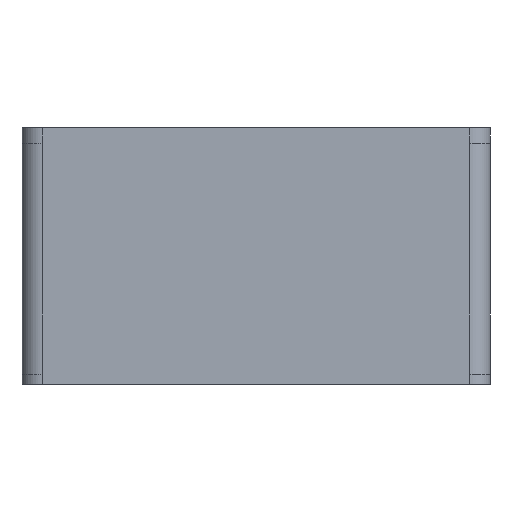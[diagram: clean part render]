
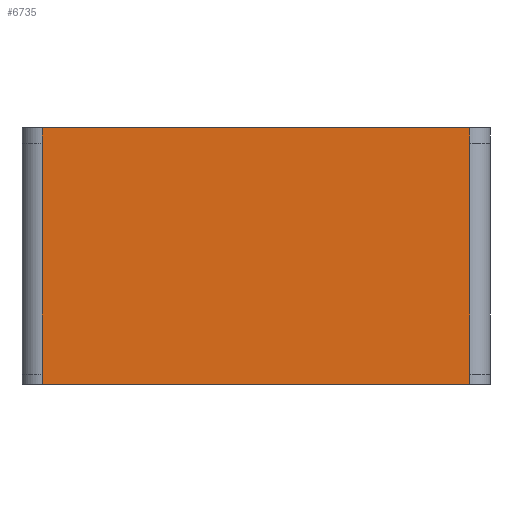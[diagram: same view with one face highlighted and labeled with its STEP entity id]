
A CAD part, left-side view. The second image highlights one B-rep face of the part: STEP entity #6735.
In plain terms, the highlighted free-form (B-spline) face has degree [1, 1] with [2, 2] control points.
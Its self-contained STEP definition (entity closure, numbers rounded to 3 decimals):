
#1792 = CARTESIAN_POINT ('', (-46.5, 21.3, 23.));
#1793 = VERTEX_POINT ('', #1792);
#1800 = CARTESIAN_POINT ('', (-46.5, 21.3, 24.55));
#1801 = VERTEX_POINT ('', #1800);
#1802 = CARTESIAN_POINT ('', (-46.5, 21.3, 23.));
#1803 = CARTESIAN_POINT ('', (-46.5, 21.3, 24.55));
#1804 = B_SPLINE_CURVE_WITH_KNOTS ('', 1, (#1802, #1803), .UNSPECIFIED., .F., .U., (2, 2), (0., 1.), .UNSPECIFIED.);
#1805 = EDGE_CURVE ('', #1793, #1801, #1804, .T.);
#1830 = CARTESIAN_POINT ('', (-46.5, -21.3, 23.));
#1831 = VERTEX_POINT ('', #1830);
#1847 = CARTESIAN_POINT ('', (-46.5, -21.3, 24.55));
#1848 = VERTEX_POINT ('', #1847);
#1855 = CARTESIAN_POINT ('', (-46.5, -21.3, 23.));
#1856 = CARTESIAN_POINT ('', (-46.5, -21.3, 24.55));
#1857 = B_SPLINE_CURVE_WITH_KNOTS ('', 1, (#1855, #1856), .UNSPECIFIED., .F., .U., (2, 2), (0., 1.), .UNSPECIFIED.);
#1858 = EDGE_CURVE ('', #1831, #1848, #1857, .T.);
#2225 = CARTESIAN_POINT ('', (-46.5, 21.3, 0.));
#2226 = VERTEX_POINT ('', #2225);
#2227 = CARTESIAN_POINT ('', (-46.5, 21.3, 0.));
#2228 = CARTESIAN_POINT ('', (-46.5, 21.3, 23.));
#2229 = B_SPLINE_CURVE_WITH_KNOTS ('', 1, (#2227, #2228), .UNSPECIFIED., .F., .U., (2, 2), (0., 1.), .UNSPECIFIED.);
#2230 = EDGE_CURVE ('', #2226, #1793, #2229, .T.);
#2264 = CARTESIAN_POINT ('', (-46.5, -21.3, 0.));
#2265 = VERTEX_POINT ('', #2264);
#2266 = CARTESIAN_POINT ('', (-46.5, -21.3, 0.));
#2267 = CARTESIAN_POINT ('', (-46.5, -21.3, 23.));
#2268 = B_SPLINE_CURVE_WITH_KNOTS ('', 1, (#2266, #2267), .UNSPECIFIED., .F., .U., (2, 2), (0., 1.), .UNSPECIFIED.);
#2269 = EDGE_CURVE ('', #2265, #1831, #2268, .T.);
#2328 = CARTESIAN_POINT ('', (-46.5, 21.3, 24.55));
#2329 = CARTESIAN_POINT ('', (-46.5, -21.3, 24.55));
#2330 = B_SPLINE_CURVE_WITH_KNOTS ('', 1, (#2328, #2329), .UNSPECIFIED., .F., .U., (2, 2), (91., 133.6), .UNSPECIFIED.);
#2331 = EDGE_CURVE ('', #1801, #1848, #2330, .T.);
#6686 = CARTESIAN_POINT ('', (-46.5, -21.3, -1.));
#6687 = VERTEX_POINT ('', #6686);
#6688 = CARTESIAN_POINT ('', (-46.5, -21.3, 0.));
#6689 = CARTESIAN_POINT ('', (-46.5, -21.3, -1.));
#6690 = B_SPLINE_CURVE_WITH_KNOTS ('', 1, (#6688, #6689), .UNSPECIFIED., .F., .U., (2, 2), (0., 1.), .UNSPECIFIED.);
#6691 = EDGE_CURVE ('', #2265, #6687, #6690, .T.);
#6710 = ORIENTED_EDGE ('', *, *, #6691, .F.);
#6711 = ORIENTED_EDGE ('', *, *, #2269, .T.);
#6712 = ORIENTED_EDGE ('', *, *, #1858, .T.);
#6713 = ORIENTED_EDGE ('', *, *, #2331, .F.);
#6714 = ORIENTED_EDGE ('', *, *, #1805, .F.);
#6715 = ORIENTED_EDGE ('', *, *, #2230, .F.);
#6716 = CARTESIAN_POINT ('', (-46.5, 21.3, -1.));
#6717 = VERTEX_POINT ('', #6716);
#6718 = CARTESIAN_POINT ('', (-46.5, 21.3, 0.));
#6719 = CARTESIAN_POINT ('', (-46.5, 21.3, -1.));
#6720 = B_SPLINE_CURVE_WITH_KNOTS ('', 1, (#6718, #6719), .UNSPECIFIED., .F., .U., (2, 2), (0., 1.), .UNSPECIFIED.);
#6721 = EDGE_CURVE ('', #2226, #6717, #6720, .T.);
#6722 = ORIENTED_EDGE ('', *, *, #6721, .T.);
#6723 = CARTESIAN_POINT ('', (-46.5, 21.3, -1.));
#6724 = CARTESIAN_POINT ('', (-46.5, -21.3, -1.));
#6725 = B_SPLINE_CURVE_WITH_KNOTS ('', 1, (#6723, #6724), .UNSPECIFIED., .F., .U., (2, 2), (91., 133.6), .UNSPECIFIED.);
#6726 = EDGE_CURVE ('', #6717, #6687, #6725, .T.);
#6727 = ORIENTED_EDGE ('', *, *, #6726, .T.);
#6728 = EDGE_LOOP ('', (#6710, #6711, #6712, #6713, #6714, #6715, #6722, #6727));
#6729 = FACE_OUTER_BOUND ('', #6728, .T.);
#6730 = CARTESIAN_POINT ('', (-46.5, 21.3, 24.55));
#6731 = CARTESIAN_POINT ('', (-46.5, -21.3, 24.55));
#6732 = CARTESIAN_POINT ('', (-46.5, 21.3, -1.));
#6733 = CARTESIAN_POINT ('', (-46.5, -21.3, -1.));
#6734 = B_SPLINE_SURFACE_WITH_KNOTS ('', 1, 1, ((#6730, #6731), (#6732, #6733)), .UNSPECIFIED., .F., .F., .U., (2, 2), (2, 2), (-24.55, 1.), (91., 133.6), .UNSPECIFIED.);
#6735 = ADVANCED_FACE ('', (#6729), #6734, .T.);
